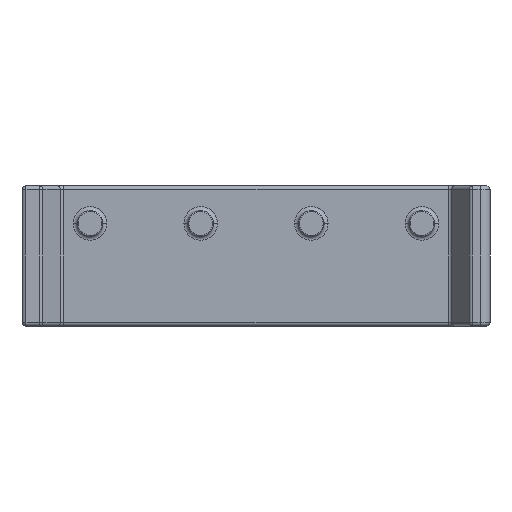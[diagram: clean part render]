
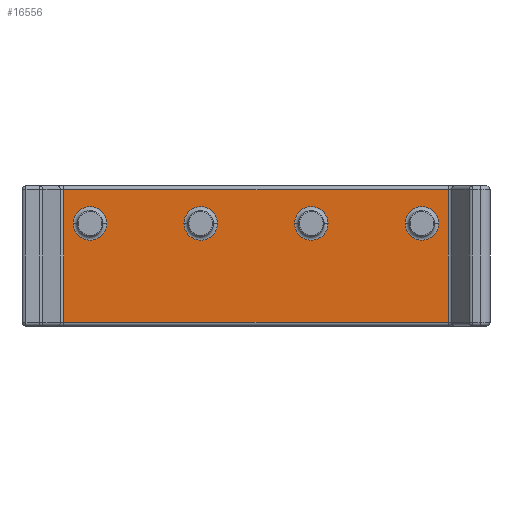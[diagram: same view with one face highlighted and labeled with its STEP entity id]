
A CAD part, front view. The second image highlights one B-rep face of the part: STEP entity #16556.
In plain terms, the highlighted planar face has unit normal (0, -1, 0).
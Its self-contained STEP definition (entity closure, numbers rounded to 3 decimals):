
#12 = DIRECTION ( 'NONE',  ( 0., 0., -1. ) ) ;
#55 = VERTEX_POINT ( 'NONE', #16206 ) ;
#735 = VECTOR ( 'NONE', #9573, 1000. ) ;
#753 = AXIS2_PLACEMENT_3D ( 'NONE', #15423, #5780, #17005 ) ;
#773 = LINE ( 'NONE', #3157, #17307 ) ;
#988 = EDGE_CURVE ( 'NONE', #3864, #15228, #1042, .T. ) ;
#1042 = CIRCLE ( 'NONE', #14331, 0.85 ) ;
#1330 = FACE_BOUND ( 'NONE', #13549, .T. ) ;
#1418 = CARTESIAN_POINT ( 'NONE',  ( -9.9, 1.5, 5.2 ) ) ;
#1646 = VERTEX_POINT ( 'NONE', #11979 ) ;
#2048 = VERTEX_POINT ( 'NONE', #1418 ) ;
#2073 = EDGE_CURVE ( 'NONE', #15228, #3864, #18420, .T. ) ;
#2171 = CIRCLE ( 'NONE', #6682, 0.85 ) ;
#2214 = AXIS2_PLACEMENT_3D ( 'NONE', #16380, #6775, #17961 ) ;
#2584 = EDGE_LOOP ( 'NONE', ( #16451, #11364 ) ) ;
#2598 = CARTESIAN_POINT ( 'NONE',  ( -19.4, 1.5, 5.2 ) ) ;
#2965 = CIRCLE ( 'NONE', #2214, 0.85 ) ;
#3042 = AXIS2_PLACEMENT_3D ( 'NONE', #19071, #9530, #20701 ) ;
#3157 = CARTESIAN_POINT ( 'NONE',  ( -2.107, 1.5, 7.1 ) ) ;
#3257 = EDGE_LOOP ( 'NONE', ( #10535, #15579 ) ) ;
#3809 = ORIENTED_EDGE ( 'NONE', *, *, #6201, .T. ) ;
#3864 = VERTEX_POINT ( 'NONE', #13155 ) ;
#4206 = EDGE_LOOP ( 'NONE', ( #20291, #3809, #11600, #12210 ) ) ;
#4231 = CARTESIAN_POINT ( 'NONE',  ( -9.05, 1.5, 5.2 ) ) ;
#4480 = CARTESIAN_POINT ( 'NONE',  ( -21.593, 1.5, 6.9 ) ) ;
#4663 = PLANE ( 'NONE',  #3042 ) ;
#4696 = CARTESIAN_POINT ( 'NONE',  ( -14.65, 1.5, 5.2 ) ) ;
#4766 = DIRECTION ( 'NONE',  ( 0., 0., -1. ) ) ;
#4850 = ORIENTED_EDGE ( 'NONE', *, *, #2073, .T. ) ;
#5174 = VERTEX_POINT ( 'NONE', #16521 ) ;
#5422 = DIRECTION ( 'NONE',  ( 0., 1., 0. ) ) ;
#5427 = DIRECTION ( 'NONE',  ( 0., 1., 0. ) ) ;
#5587 = VERTEX_POINT ( 'NONE', #4480 ) ;
#5780 = DIRECTION ( 'NONE',  ( 0., 1., 0. ) ) ;
#5846 = DIRECTION ( 'NONE',  ( -1., 0., 0. ) ) ;
#5990 = VECTOR ( 'NONE', #17021, 1000. ) ;
#6201 = EDGE_CURVE ( 'NONE', #55, #5587, #14028, .T. ) ;
#6249 = CARTESIAN_POINT ( 'NONE',  ( -21.593, 1.5, 0.2 ) ) ;
#6309 = DIRECTION ( 'NONE',  ( -1., 0., 0. ) ) ;
#6403 = CARTESIAN_POINT ( 'NONE',  ( -2.6, 1.5, 5.2 ) ) ;
#6404 = ORIENTED_EDGE ( 'NONE', *, *, #19150, .T. ) ;
#6682 = AXIS2_PLACEMENT_3D ( 'NONE', #4231, #15487, #5846 ) ;
#6775 = DIRECTION ( 'NONE',  ( 0., 1., 0. ) ) ;
#6869 = LINE ( 'NONE', #9576, #11146 ) ;
#6895 = VERTEX_POINT ( 'NONE', #6403 ) ;
#6946 = ORIENTED_EDGE ( 'NONE', *, *, #988, .T. ) ;
#7292 = CARTESIAN_POINT ( 'NONE',  ( -21.1, 1.5, 5.2 ) ) ;
#7432 = DIRECTION ( 'NONE',  ( 0., 1., 0. ) ) ;
#8296 = EDGE_CURVE ( 'NONE', #5587, #1646, #6869, .T. ) ;
#8620 = VERTEX_POINT ( 'NONE', #2598 ) ;
#9238 = CARTESIAN_POINT ( 'NONE',  ( -14.65, 1.5, 5.2 ) ) ;
#9289 = LINE ( 'NONE', #6249, #735 ) ;
#9530 = DIRECTION ( 'NONE',  ( 0., 1., 0. ) ) ;
#9573 = DIRECTION ( 'NONE',  ( 1., 0., 0. ) ) ;
#9576 = CARTESIAN_POINT ( 'NONE',  ( -21.593, 1.5, 7.1 ) ) ;
#9848 = FACE_BOUND ( 'NONE', #3257, .T. ) ;
#9910 = EDGE_CURVE ( 'NONE', #55, #10801, #773, .T. ) ;
#10169 = AXIS2_PLACEMENT_3D ( 'NONE', #4696, #15923, #6309 ) ;
#10217 = AXIS2_PLACEMENT_3D ( 'NONE', #17022, #7432, #18594 ) ;
#10535 = ORIENTED_EDGE ( 'NONE', *, *, #11872, .T. ) ;
#10631 = VERTEX_POINT ( 'NONE', #7292 ) ;
#10801 = VERTEX_POINT ( 'NONE', #18814 ) ;
#10824 = DIRECTION ( 'NONE',  ( -1., 0., 0. ) ) ;
#11146 = VECTOR ( 'NONE', #12, 1000. ) ;
#11364 = ORIENTED_EDGE ( 'NONE', *, *, #14179, .T. ) ;
#11600 = ORIENTED_EDGE ( 'NONE', *, *, #8296, .T. ) ;
#11721 = EDGE_CURVE ( 'NONE', #16782, #6895, #17962, .T. ) ;
#11872 = EDGE_CURVE ( 'NONE', #2048, #5174, #2171, .T. ) ;
#11979 = CARTESIAN_POINT ( 'NONE',  ( -21.593, 1.5, 0.2 ) ) ;
#12210 = ORIENTED_EDGE ( 'NONE', *, *, #18277, .T. ) ;
#12228 = EDGE_LOOP ( 'NONE', ( #4850, #6946 ) ) ;
#13155 = CARTESIAN_POINT ( 'NONE',  ( -13.8, 1.5, 5.2 ) ) ;
#13431 = CARTESIAN_POINT ( 'NONE',  ( -4.3, 1.5, 5.2 ) ) ;
#13494 = CIRCLE ( 'NONE', #753, 0.85 ) ;
#13549 = EDGE_LOOP ( 'NONE', ( #15453, #6404 ) ) ;
#13618 = FACE_OUTER_BOUND ( 'NONE', #4206, .T. ) ;
#13809 = CARTESIAN_POINT ( 'NONE',  ( -21.593, 1.5, 6.9 ) ) ;
#14028 = LINE ( 'NONE', #13809, #5990 ) ;
#14169 = AXIS2_PLACEMENT_3D ( 'NONE', #15045, #5422, #16644 ) ;
#14179 = EDGE_CURVE ( 'NONE', #6895, #16782, #20554, .T. ) ;
#14331 = AXIS2_PLACEMENT_3D ( 'NONE', #9238, #20396, #10824 ) ;
#14629 = FACE_BOUND ( 'NONE', #12228, .T. ) ;
#15045 = CARTESIAN_POINT ( 'NONE',  ( -20.25, 1.5, 5.2 ) ) ;
#15052 = CARTESIAN_POINT ( 'NONE',  ( -3.45, 1.5, 5.2 ) ) ;
#15228 = VERTEX_POINT ( 'NONE', #19507 ) ;
#15270 = EDGE_CURVE ( 'NONE', #10631, #8620, #19229, .T. ) ;
#15423 = CARTESIAN_POINT ( 'NONE',  ( -9.05, 1.5, 5.2 ) ) ;
#15453 = ORIENTED_EDGE ( 'NONE', *, *, #15270, .T. ) ;
#15487 = DIRECTION ( 'NONE',  ( 0., 1., 0. ) ) ;
#15579 = ORIENTED_EDGE ( 'NONE', *, *, #19335, .T. ) ;
#15705 = AXIS2_PLACEMENT_3D ( 'NONE', #15052, #5427, #16649 ) ;
#15923 = DIRECTION ( 'NONE',  ( 0., 1., 0. ) ) ;
#16206 = CARTESIAN_POINT ( 'NONE',  ( -2.107, 1.5, 6.9 ) ) ;
#16380 = CARTESIAN_POINT ( 'NONE',  ( -20.25, 1.5, 5.2 ) ) ;
#16451 = ORIENTED_EDGE ( 'NONE', *, *, #11721, .T. ) ;
#16521 = CARTESIAN_POINT ( 'NONE',  ( -8.2, 1.5, 5.2 ) ) ;
#16556 = ADVANCED_FACE ( 'NONE', ( #17855, #9848, #14629, #1330, #13618 ), #4663, .F. ) ;
#16644 = DIRECTION ( 'NONE',  ( -1., 0., 0. ) ) ;
#16649 = DIRECTION ( 'NONE',  ( -1., 0., 0. ) ) ;
#16782 = VERTEX_POINT ( 'NONE', #13431 ) ;
#17005 = DIRECTION ( 'NONE',  ( -1., 0., 0. ) ) ;
#17021 = DIRECTION ( 'NONE',  ( -1., 0., 0. ) ) ;
#17022 = CARTESIAN_POINT ( 'NONE',  ( -3.45, 1.5, 5.2 ) ) ;
#17307 = VECTOR ( 'NONE', #4766, 1000. ) ;
#17855 = FACE_BOUND ( 'NONE', #2584, .T. ) ;
#17961 = DIRECTION ( 'NONE',  ( -1., 0., 0. ) ) ;
#17962 = CIRCLE ( 'NONE', #15705, 0.85 ) ;
#18277 = EDGE_CURVE ( 'NONE', #1646, #10801, #9289, .T. ) ;
#18420 = CIRCLE ( 'NONE', #10169, 0.85 ) ;
#18594 = DIRECTION ( 'NONE',  ( -1., 0., 0. ) ) ;
#18814 = CARTESIAN_POINT ( 'NONE',  ( -2.107, 1.5, 0.2 ) ) ;
#19071 = CARTESIAN_POINT ( 'NONE',  ( -21.593, 1.5, 7.1 ) ) ;
#19150 = EDGE_CURVE ( 'NONE', #8620, #10631, #2965, .T. ) ;
#19229 = CIRCLE ( 'NONE', #14169, 0.85 ) ;
#19335 = EDGE_CURVE ( 'NONE', #5174, #2048, #13494, .T. ) ;
#19507 = CARTESIAN_POINT ( 'NONE',  ( -15.5, 1.5, 5.2 ) ) ;
#20291 = ORIENTED_EDGE ( 'NONE', *, *, #9910, .F. ) ;
#20396 = DIRECTION ( 'NONE',  ( 0., 1., 0. ) ) ;
#20554 = CIRCLE ( 'NONE', #10217, 0.85 ) ;
#20701 = DIRECTION ( 'NONE',  ( -1., 0., 0. ) ) ;
